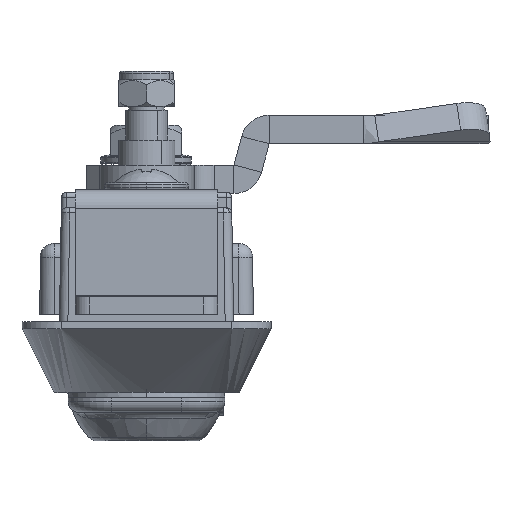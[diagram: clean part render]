
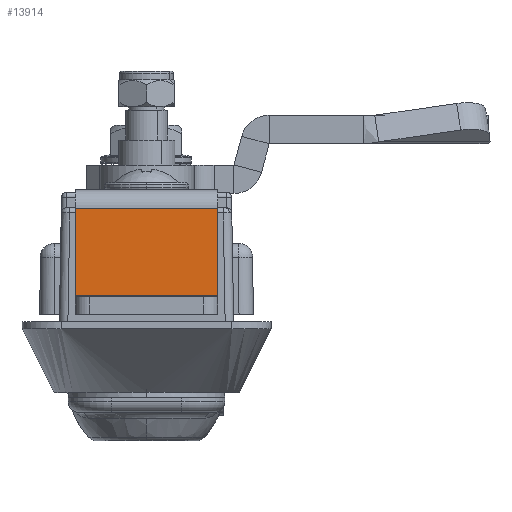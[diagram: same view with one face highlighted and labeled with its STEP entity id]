
A CAD part, left-side view. The second image highlights one B-rep face of the part: STEP entity #13914.
In plain terms, the highlighted planar face has unit normal (-1, 0, 0).
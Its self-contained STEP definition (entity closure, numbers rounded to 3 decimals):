
#1439 = ORIENTED_EDGE ( 'NONE', *, *, #8480, .F. ) ;
#1716 = DIRECTION ( 'NONE',  ( -1., 0., 0. ) ) ;
#3652 = CARTESIAN_POINT ( 'NONE',  ( -77.7, -40., 3.5 ) ) ;
#4003 = AXIS2_PLACEMENT_3D ( 'NONE', #15782, #1716, #18885 ) ;
#4439 = VERTEX_POINT ( 'NONE', #10104 ) ;
#4508 = EDGE_LOOP ( 'NONE', ( #1439, #12426, #10946, #13965 ) ) ;
#5056 = EDGE_CURVE ( 'NONE', #14897, #4439, #14127, .T. ) ;
#5412 = DIRECTION ( 'NONE',  ( 0., 0., 1. ) ) ;
#6020 = CARTESIAN_POINT ( 'NONE',  ( -77.7, -60., 3.6 ) ) ;
#6495 = VECTOR ( 'NONE', #16093, 1000. ) ;
#7974 = LINE ( 'NONE', #19102, #6495 ) ;
#8217 = CARTESIAN_POINT ( 'NONE',  ( -77.7, -40., 3.6 ) ) ;
#8480 = EDGE_CURVE ( 'NONE', #9772, #10670, #19557, .T. ) ;
#8951 = LINE ( 'NONE', #6020, #16188 ) ;
#9324 = PLANE ( 'NONE',  #4003 ) ;
#9772 = VERTEX_POINT ( 'NONE', #8217 ) ;
#10104 = CARTESIAN_POINT ( 'NONE',  ( -77.7, -60., 15.9 ) ) ;
#10670 = VERTEX_POINT ( 'NONE', #14746 ) ;
#10946 = ORIENTED_EDGE ( 'NONE', *, *, #5056, .T. ) ;
#12426 = ORIENTED_EDGE ( 'NONE', *, *, #12639, .F. ) ;
#12639 = EDGE_CURVE ( 'NONE', #14897, #9772, #8951, .T. ) ;
#12665 = CARTESIAN_POINT ( 'NONE',  ( -77.7, -60., 3.5 ) ) ;
#13914 = ADVANCED_FACE ( 'NONE', ( #15691 ), #9324, .T. ) ;
#13965 = ORIENTED_EDGE ( 'NONE', *, *, #19928, .T. ) ;
#14127 = LINE ( 'NONE', #12665, #15222 ) ;
#14746 = CARTESIAN_POINT ( 'NONE',  ( -77.7, -40., 15.9 ) ) ;
#14897 = VERTEX_POINT ( 'NONE', #16005 ) ;
#15222 = VECTOR ( 'NONE', #15859, 1000. ) ;
#15691 = FACE_OUTER_BOUND ( 'NONE', #4508, .T. ) ;
#15782 = CARTESIAN_POINT ( 'NONE',  ( -77.7, -60., 3.5 ) ) ;
#15859 = DIRECTION ( 'NONE',  ( 0., 0., 1. ) ) ;
#16005 = CARTESIAN_POINT ( 'NONE',  ( -77.7, -60., 3.6 ) ) ;
#16093 = DIRECTION ( 'NONE',  ( 0., 1., 0. ) ) ;
#16188 = VECTOR ( 'NONE', #16662, 1000. ) ;
#16662 = DIRECTION ( 'NONE',  ( 0., 1., 0. ) ) ;
#18885 = DIRECTION ( 'NONE',  ( 0., -1., 0. ) ) ;
#19102 = CARTESIAN_POINT ( 'NONE',  ( -77.7, -60., 15.9 ) ) ;
#19557 = LINE ( 'NONE', #3652, #20092 ) ;
#19928 = EDGE_CURVE ( 'NONE', #4439, #10670, #7974, .T. ) ;
#20092 = VECTOR ( 'NONE', #5412, 1000. ) ;
